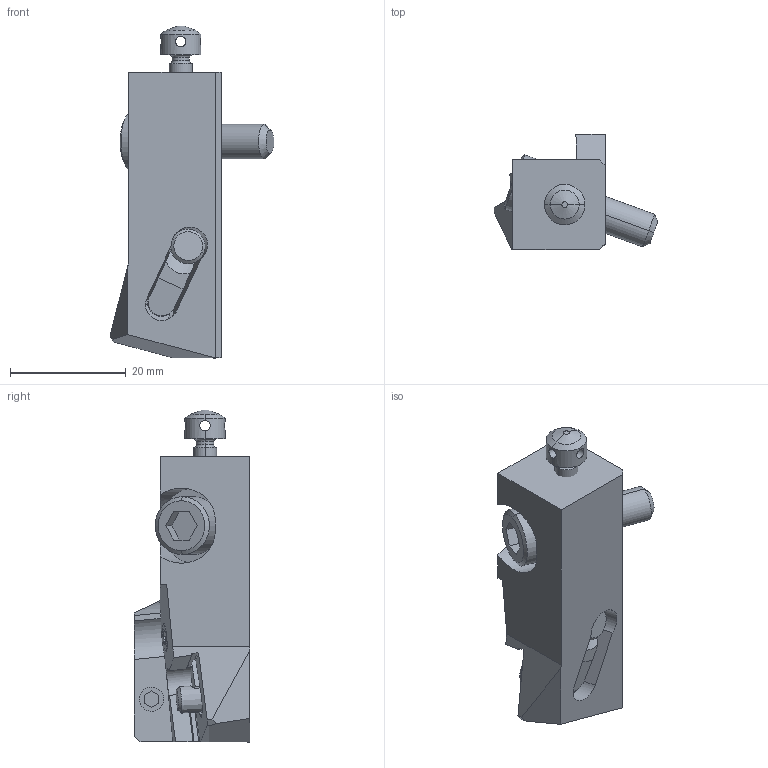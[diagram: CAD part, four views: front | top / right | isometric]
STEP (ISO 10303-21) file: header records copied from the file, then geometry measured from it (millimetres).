
FILE_DESCRIPTION(/* description */ (''),/* implementation_level */ '2;1');
FILE_NAME(/* name */ 'PSKNR12CA12.stp',/* time_stamp */ '2019-07-23T16:01:10+09:00',/* author */ (''),/* organization */ (''),/* preprocessor_version */ 'ST-DEVELOPER v16',/* originating_system */ 'SIEMENS PLM Software NX 10.0',/* authorisation */ '');
FILE_SCHEMA (('AUTOMOTIVE_DESIGN { 1 0 10303 214 3 1 1 1 }'));
Length unit declared in the file: millimetre
Products named in the file (1): PSKNR12CA12_ASM
Bounding box: 28.34 x 20 x 57.43 mm (x, y, z)
Volume: 11028.1 mm3; surface area: 6515.7 mm2
Topology: 7 solids, 7 shells, 203 faces, 530 edges, 341 vertices
Faces by surface type: plane 91, cylinder 61, cone 32, torus 13, bspline 4, extrusion 2
Entity records: 7877 total; most frequent: CARTESIAN_POINT 2620, DIRECTION 1086, ORIENTED_EDGE 1056, EDGE_CURVE 528, AXIS2_PLACEMENT_3D 406, VERTEX_POINT 341, VECTOR 274, LINE 272
